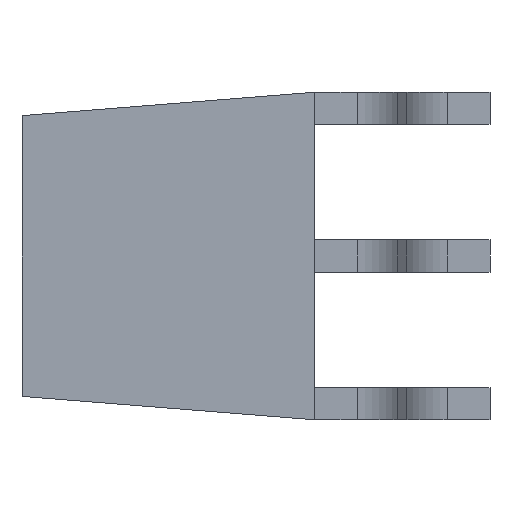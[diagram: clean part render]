
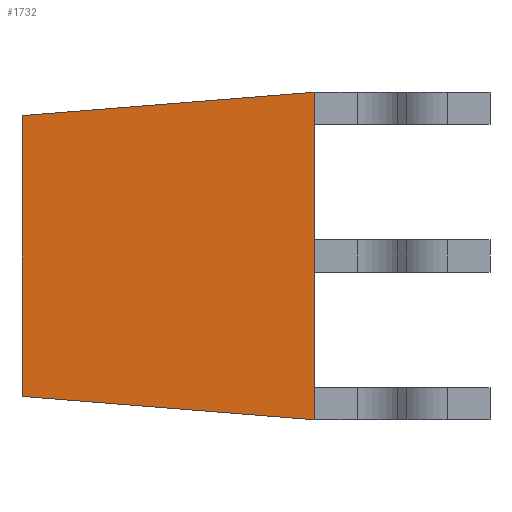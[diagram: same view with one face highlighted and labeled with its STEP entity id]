
A CAD part, left-side view. The second image highlights one B-rep face of the part: STEP entity #1732.
In plain terms, the highlighted planar face has unit normal (-1, 0.01, 0).
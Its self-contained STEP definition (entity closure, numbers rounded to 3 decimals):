
#228 = ORIENTED_EDGE ( 'NONE', *, *, #2731, .F. ) ;
#245 = CARTESIAN_POINT ( 'NONE',  ( -1.15, 5., 2.4 ) ) ;
#322 = EDGE_LOOP ( 'NONE', ( #598, #1859, #2418, #228 ) ) ;
#327 = VERTEX_POINT ( 'NONE', #785 ) ;
#448 = CARTESIAN_POINT ( 'NONE',  ( -1.2, 0., 2.8 ) ) ;
#490 = VERTEX_POINT ( 'NONE', #448 ) ;
#495 = CARTESIAN_POINT ( 'NONE',  ( -1.2, 0., 2.8 ) ) ;
#587 = EDGE_CURVE ( 'NONE', #2199, #327, #591, .T. ) ;
#591 = LINE ( 'NONE', #2571, #2021 ) ;
#598 = ORIENTED_EDGE ( 'NONE', *, *, #587, .T. ) ;
#785 = CARTESIAN_POINT ( 'NONE',  ( -1.2, 0., -2.8 ) ) ;
#1032 = VECTOR ( 'NONE', #2701, 1000. ) ;
#1277 = DIRECTION ( 'NONE',  ( -0.01, -0.997, -0.08 ) ) ;
#1333 = VERTEX_POINT ( 'NONE', #2200 ) ;
#1355 = DIRECTION ( 'NONE',  ( 0., 0., 1. ) ) ;
#1732 = ADVANCED_FACE ( 'NONE', ( #1949 ), #1911, .T. ) ;
#1744 = LINE ( 'NONE', #495, #2099 ) ;
#1859 = ORIENTED_EDGE ( 'NONE', *, *, #2606, .T. ) ;
#1911 = PLANE ( 'NONE',  #2018 ) ;
#1925 = CARTESIAN_POINT ( 'NONE',  ( -1.15, 5., -2.4 ) ) ;
#1949 = FACE_OUTER_BOUND ( 'NONE', #322, .T. ) ;
#1958 = DIRECTION ( 'NONE',  ( -1., 0.01, 0. ) ) ;
#2018 = AXIS2_PLACEMENT_3D ( 'NONE', #2793, #1958, #2647 ) ;
#2021 = VECTOR ( 'NONE', #1277, 1000. ) ;
#2070 = VECTOR ( 'NONE', #2624, 1000. ) ;
#2099 = VECTOR ( 'NONE', #1355, 1000. ) ;
#2199 = VERTEX_POINT ( 'NONE', #1925 ) ;
#2200 = CARTESIAN_POINT ( 'NONE',  ( -1.15, 5., 2.4 ) ) ;
#2331 = EDGE_CURVE ( 'NONE', #1333, #490, #2801, .T. ) ;
#2351 = LINE ( 'NONE', #245, #1032 ) ;
#2391 = CARTESIAN_POINT ( 'NONE',  ( -1.15, 5., 2.4 ) ) ;
#2418 = ORIENTED_EDGE ( 'NONE', *, *, #2331, .F. ) ;
#2571 = CARTESIAN_POINT ( 'NONE',  ( -1.15, 5., -2.4 ) ) ;
#2606 = EDGE_CURVE ( 'NONE', #327, #490, #1744, .T. ) ;
#2624 = DIRECTION ( 'NONE',  ( -0.01, -0.997, 0.08 ) ) ;
#2647 = DIRECTION ( 'NONE',  ( -0.01, -1., 0. ) ) ;
#2701 = DIRECTION ( 'NONE',  ( 0., 0., 1. ) ) ;
#2731 = EDGE_CURVE ( 'NONE', #2199, #1333, #2351, .T. ) ;
#2793 = CARTESIAN_POINT ( 'NONE',  ( -1.2, 0.012, 0. ) ) ;
#2801 = LINE ( 'NONE', #2391, #2070 ) ;
